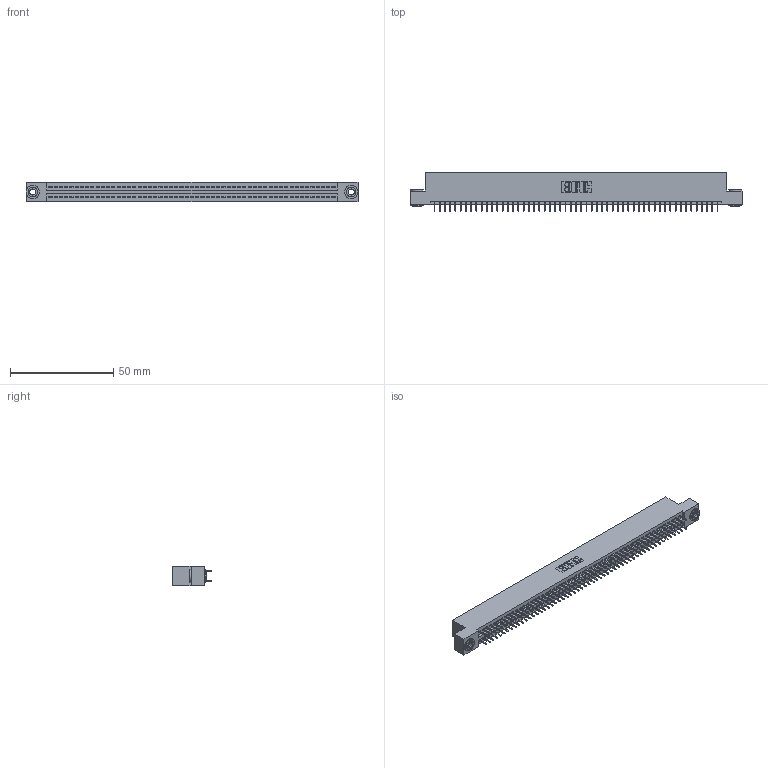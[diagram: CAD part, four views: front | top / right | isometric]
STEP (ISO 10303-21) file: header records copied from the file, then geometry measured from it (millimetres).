
FILE_DESCRIPTION (( 'STEP AP203' ), '1' );
FILE_NAME ('395-110-525-203.STEP', '2020-09-25T18:54:37', ( '' ), ( '' ), 'SwSTEP 2.0', 'SolidWorks 2020', '' );
FILE_SCHEMA (( 'CONFIG_CONTROL_DESIGN' ));
Length unit declared in the file: inch
Products named in the file (4): 345-292-001_345-293-125; 345 Part_Flush Mounting Lugs - 0.156 Dia-TH; 345-250-002_345-250-002-102; 395-110-525-203
Assembly tree (113 placements, depth 2):
  395-110-525-203
    345 Part_Flush Mounting Lugs - 0.156 Dia-TH
    345-292-001_345-293-125  x110
    345-250-002_345-250-002-102  x2
Bounding box: 160.91 x 18.72 x 9.4 mm (x, y, z)
Volume: 15589.9 mm3; surface area: 22955.5 mm2
Topology: 113 solids, 113 shells, 6104 faces, 17247 edges, 11054 vertices
Faces by surface type: plane 4380, cylinder 1716, cone 8
Entity records: 42128 total; most frequent: CARTESIAN_POINT 7023, ORIENTED_EDGE 6950, DIRECTION 6209, EDGE_CURVE 3475, VECTOR 3103, LINE 3103, VERTEX_POINT 2310, AXIS2_PLACEMENT_3D 1553
